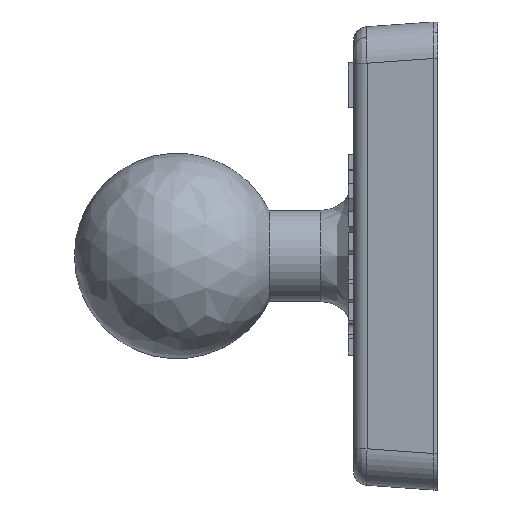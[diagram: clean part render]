
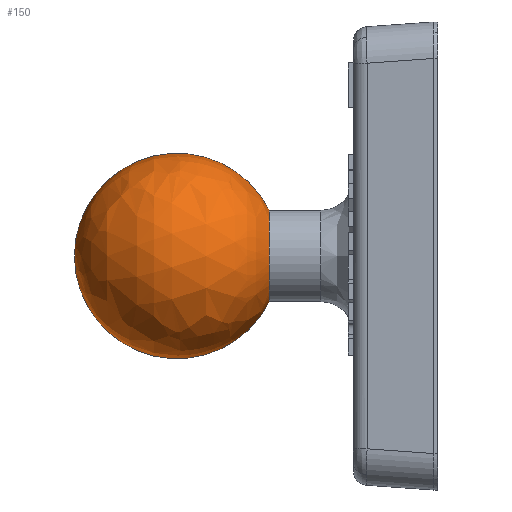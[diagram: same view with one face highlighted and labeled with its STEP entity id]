
A CAD part, left-side view. The second image highlights one B-rep face of the part: STEP entity #150.
In plain terms, the highlighted free-form (B-spline) face has degree [3, 3] with [4, 4] control points.
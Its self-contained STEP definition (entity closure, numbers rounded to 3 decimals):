
#150 = ADVANCED_FACE ( 'NONE', ( #573 ), #5302, .F. ) ;
#263 = DIRECTION ( 'NONE',  ( 0., 0., -1. ) ) ;
#329 = DIRECTION ( 'NONE',  ( 0., 1., 0. ) ) ;
#340 = DIRECTION ( 'NONE',  ( 0., 1., 0. ) ) ;
#341 = CARTESIAN_POINT ( 'NONE',  ( -6.35, 11.438, -3.175 ) ) ;
#402 = CARTESIAN_POINT ( 'NONE',  ( 0., 11.438, 3.175 ) ) ;
#573 = FACE_OUTER_BOUND ( 'NONE', #3337, .T. ) ;
#634 = ORIENTED_EDGE ( 'NONE', *, *, #5970, .T. ) ;
#774 = CARTESIAN_POINT ( 'NONE',  ( 0., 11.438, -3.175 ) ) ;
#1586 = VERTEX_POINT ( 'NONE', #4084 ) ;
#1779 = CARTESIAN_POINT ( 'NONE',  ( 0., 24.968, 0. ) ) ;
#1805 = CARTESIAN_POINT ( 'NONE',  ( -6.35, 11.438, 3.175 ) ) ;
#1862 = CARTESIAN_POINT ( 'NONE',  ( 0., 11.438, 3.175 ) ) ;
#2259 = CARTESIAN_POINT ( 'NONE',  ( -23.436, 15.682, 11.718 ) ) ;
#2481 = AXIS2_PLACEMENT_3D ( 'NONE', #3226, #2743, #340 ) ;
#2695 = CIRCLE ( 'NONE', #5933, 7.137 ) ;
#2743 = DIRECTION ( 'NONE',  ( 1., 0., 0. ) ) ;
#2764 = CARTESIAN_POINT ( 'NONE',  ( 0., 24.968, -9.539 ) ) ;
#2788 = CARTESIAN_POINT ( 'NONE',  ( -23.436, 15.682, -11.718 ) ) ;
#2813 = CARTESIAN_POINT ( 'NONE',  ( 0., 24.968, 0. ) ) ;
#2978 = ORIENTED_EDGE ( 'NONE', *, *, #4932, .T. ) ;
#3226 = CARTESIAN_POINT ( 'NONE',  ( 0., 17.831, 0. ) ) ;
#3257 = CARTESIAN_POINT ( 'NONE',  ( 0., 24.968, 9.539 ) ) ;
#3315 = DIRECTION ( 'NONE',  ( -1., 0., 0. ) ) ;
#3337 = EDGE_LOOP ( 'NONE', ( #4428, #2978, #634 ) ) ;
#3374 = CIRCLE ( 'NONE', #3830, 3.175 ) ;
#3696 = CARTESIAN_POINT ( 'NONE',  ( -19.078, 24.968, -9.539 ) ) ;
#3738 = CARTESIAN_POINT ( 'NONE',  ( 0., 15.682, 11.718 ) ) ;
#3830 = AXIS2_PLACEMENT_3D ( 'NONE', #5029, #5074, #263 ) ;
#4084 = CARTESIAN_POINT ( 'NONE',  ( 0., 11.438, -3.175 ) ) ;
#4170 = EDGE_CURVE ( 'NONE', #4832, #4957, #4556, .T. ) ;
#4428 = ORIENTED_EDGE ( 'NONE', *, *, #4170, .F. ) ;
#4526 = CARTESIAN_POINT ( 'NONE',  ( 0., 24.968, 0. ) ) ;
#4556 = CIRCLE ( 'NONE', #2481, 7.137 ) ;
#4742 = CARTESIAN_POINT ( 'NONE',  ( 0., 15.682, -11.718 ) ) ;
#4832 = VERTEX_POINT ( 'NONE', #4526 ) ;
#4932 = EDGE_CURVE ( 'NONE', #4832, #1586, #2695, .T. ) ;
#4957 = VERTEX_POINT ( 'NONE', #1862 ) ;
#5029 = CARTESIAN_POINT ( 'NONE',  ( 0., 11.438, 0. ) ) ;
#5074 = DIRECTION ( 'NONE',  ( 0., 1., 0. ) ) ;
#5177 = CARTESIAN_POINT ( 'NONE',  ( -19.078, 24.968, 9.539 ) ) ;
#5302 =( BOUNDED_SURFACE ( )  B_SPLINE_SURFACE ( 3, 3, ( 
 ( #6163, #5674, #2813, #1779 ),
 ( #3257, #5177, #3696, #2764 ),
 ( #3738, #2259, #2788, #4742 ),
 ( #402, #1805, #341, #774 ) ),
 .UNSPECIFIED., .F., .F., .F. ) 
 B_SPLINE_SURFACE_WITH_KNOTS ( ( 4, 4 ),
 ( 4, 4 ),
 ( 0., 1. ),
 ( 0., 1. ),
 .UNSPECIFIED. ) 
 GEOMETRIC_REPRESENTATION_ITEM ( )  RATIONAL_B_SPLINE_SURFACE ( (
 ( 1., 0.333, 0.333, 1.),
 ( 0.486, 0.162, 0.162, 0.486),
 ( 0.486, 0.162, 0.162, 0.486),
 ( 1., 0.333, 0.333, 1.) ) ) 
 REPRESENTATION_ITEM ( '' )  SURFACE ( )  );
#5674 = CARTESIAN_POINT ( 'NONE',  ( 0., 24.968, 0. ) ) ;
#5731 = CARTESIAN_POINT ( 'NONE',  ( 0., 17.831, 0. ) ) ;
#5933 = AXIS2_PLACEMENT_3D ( 'NONE', #5731, #3315, #329 ) ;
#5970 = EDGE_CURVE ( 'NONE', #1586, #4957, #3374, .T. ) ;
#6163 = CARTESIAN_POINT ( 'NONE',  ( 0., 24.968, 0. ) ) ;
